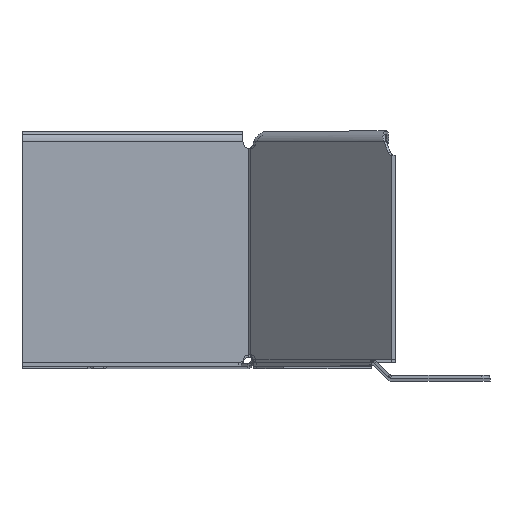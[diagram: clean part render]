
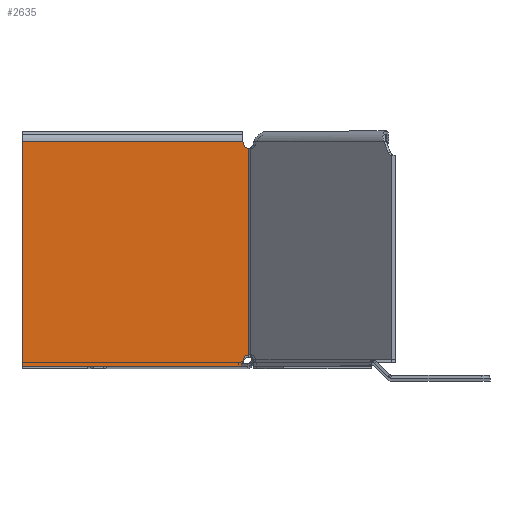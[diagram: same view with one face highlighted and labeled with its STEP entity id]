
A CAD part, top view. The second image highlights one B-rep face of the part: STEP entity #2635.
In plain terms, the highlighted face is planar.
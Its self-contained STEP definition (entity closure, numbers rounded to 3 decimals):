
#122 = AXIS2_PLACEMENT_3D ( 'NONE', #3010, #3885, #370 ) ;
#205 = CARTESIAN_POINT ( 'NONE',  ( 0., 0., -6.75 ) ) ;
#313 = CARTESIAN_POINT ( 'NONE',  ( -206.54, 0., -6.75 ) ) ;
#370 = DIRECTION ( 'NONE',  ( 0., 1., 0. ) ) ;
#497 = CARTESIAN_POINT ( 'NONE',  ( -206.54, 78.25, -6.75 ) ) ;
#627 = CARTESIAN_POINT ( 'NONE',  ( -76.949, 1.47, -6.75 ) ) ;
#780 = CARTESIAN_POINT ( 'NONE',  ( -79.187, 76.031, -6.75 ) ) ;
#984 = ORIENTED_EDGE ( 'NONE', *, *, #3196, .T. ) ;
#1065 = ORIENTED_EDGE ( 'NONE', *, *, #5431, .F. ) ;
#1122 = EDGE_CURVE ( 'NONE', #1667, #2785, #3699, .T. ) ;
#1167 = FACE_OUTER_BOUND ( 'NONE', #1428, .T. ) ;
#1181 = DIRECTION ( 'NONE',  ( 0., -1., 0. ) ) ;
#1182 = CARTESIAN_POINT ( 'NONE',  ( 0., 1.75, -6.75 ) ) ;
#1428 = EDGE_LOOP ( 'NONE', ( #1065, #2449, #4165, #4836, #3693, #984, #1456, #3215, #2920, #2633 ) ) ;
#1456 = ORIENTED_EDGE ( 'NONE', *, *, #2056, .F. ) ;
#1485 = DIRECTION ( 'NONE',  ( 0., -1., 0. ) ) ;
#1517 = LINE ( 'NONE', #4180, #3592 ) ;
#1524 = CARTESIAN_POINT ( 'NONE',  ( -77.1, 1.75, -6.75 ) ) ;
#1584 = DIRECTION ( 'NONE',  ( -1., 0., 0. ) ) ;
#1613 = CARTESIAN_POINT ( 'NONE',  ( -79.187, 0., -6.75 ) ) ;
#1662 = CARTESIAN_POINT ( 'NONE',  ( -79.187, 3.969, -6.75 ) ) ;
#1667 = VERTEX_POINT ( 'NONE', #205 ) ;
#1697 = CARTESIAN_POINT ( 'NONE',  ( -78.98, 76.031, -6.75 ) ) ;
#1794 = LINE ( 'NONE', #497, #3815 ) ;
#1826 = DIRECTION ( 'NONE',  ( -1., 0., 0. ) ) ;
#1896 = EDGE_CURVE ( 'NONE', #3426, #2207, #3818, .T. ) ;
#1983 = DIRECTION ( 'NONE',  ( 0., 1., 0. ) ) ;
#2019 = CARTESIAN_POINT ( 'NONE',  ( -206.54, 0., -6.75 ) ) ;
#2056 = EDGE_CURVE ( 'NONE', #4625, #4829, #1517, .T. ) ;
#2140 = VECTOR ( 'NONE', #1485, 1000. ) ;
#2207 = VERTEX_POINT ( 'NONE', #1662 ) ;
#2380 = DIRECTION ( 'NONE',  ( -1., 0., 0. ) ) ;
#2448 = CARTESIAN_POINT ( 'NONE',  ( 0., 1.75, -6.75 ) ) ;
#2449 = ORIENTED_EDGE ( 'NONE', *, *, #3634, .T. ) ;
#2604 = CIRCLE ( 'NONE', #122, 2.25 ) ;
#2633 = ORIENTED_EDGE ( 'NONE', *, *, #5328, .F. ) ;
#2635 = ADVANCED_FACE ( 'NONE', ( #1167 ), #4747, .F. ) ;
#2785 = VERTEX_POINT ( 'NONE', #5319 ) ;
#2866 = CARTESIAN_POINT ( 'NONE',  ( -78.98, 3.969, -6.75 ) ) ;
#2868 = DIRECTION ( 'NONE',  ( 0., 0., -1. ) ) ;
#2898 = DIRECTION ( 'NONE',  ( 0., 0., 1. ) ) ;
#2905 = DIRECTION ( 'NONE',  ( 0., 1., 0. ) ) ;
#2920 = ORIENTED_EDGE ( 'NONE', *, *, #1122, .T. ) ;
#2939 = VERTEX_POINT ( 'NONE', #3618 ) ;
#3008 = DIRECTION ( 'NONE',  ( 0., 1., 0. ) ) ;
#3010 = CARTESIAN_POINT ( 'NONE',  ( -79.35, 1.75, -6.75 ) ) ;
#3071 = VECTOR ( 'NONE', #1181, 1000. ) ;
#3157 = VECTOR ( 'NONE', #1826, 1000. ) ;
#3182 = CARTESIAN_POINT ( 'NONE',  ( -78.98, 3.969, -6.75 ) ) ;
#3196 = EDGE_CURVE ( 'NONE', #2939, #4829, #1794, .T. ) ;
#3205 = CARTESIAN_POINT ( 'NONE',  ( 0., 78.25, -6.75 ) ) ;
#3215 = ORIENTED_EDGE ( 'NONE', *, *, #5113, .T. ) ;
#3241 = CARTESIAN_POINT ( 'NONE',  ( -77.1, 1.75, -6.75 ) ) ;
#3250 = LINE ( 'NONE', #2448, #2140 ) ;
#3425 = VERTEX_POINT ( 'NONE', #1697 ) ;
#3426 = VERTEX_POINT ( 'NONE', #780 ) ;
#3562 = DIRECTION ( 'NONE',  ( 1., 0., 0. ) ) ;
#3592 = VECTOR ( 'NONE', #2905, 1000. ) ;
#3594 = CARTESIAN_POINT ( 'NONE',  ( -206.54, 76.031, -6.75 ) ) ;
#3618 = CARTESIAN_POINT ( 'NONE',  ( -77.1, 78.25, -6.75 ) ) ;
#3632 = CARTESIAN_POINT ( 'NONE',  ( -76.8, 1.189, -6.75 ) ) ;
#3634 = EDGE_CURVE ( 'NONE', #5588, #2207, #4145, .T. ) ;
#3686 = CARTESIAN_POINT ( 'NONE',  ( -76.547, 0.606, -6.75 ) ) ;
#3693 = ORIENTED_EDGE ( 'NONE', *, *, #5357, .F. ) ;
#3699 = LINE ( 'NONE', #2019, #5371 ) ;
#3719 = AXIS2_PLACEMENT_3D ( 'NONE', #5443, #2868, #1983 ) ;
#3815 = VECTOR ( 'NONE', #3562, 1000. ) ;
#3818 = LINE ( 'NONE', #1613, #3071 ) ;
#3885 = DIRECTION ( 'NONE',  ( 0., 0., -1. ) ) ;
#3937 = B_SPLINE_CURVE_WITH_KNOTS ( 'NONE', 3,
 ( #3241, #627, #3632, #3686, #5062, #4976 ),
 .UNSPECIFIED., .F., .F.,
 ( 4, 2, 4 ),
 ( 0.001, 0.002, 0.003 ),
 .UNSPECIFIED. ) ;
#4053 = LINE ( 'NONE', #3594, #3157 ) ;
#4145 = LINE ( 'NONE', #2866, #4437 ) ;
#4165 = ORIENTED_EDGE ( 'NONE', *, *, #1896, .F. ) ;
#4180 = CARTESIAN_POINT ( 'NONE',  ( 0., 0., -6.75 ) ) ;
#4269 = CIRCLE ( 'NONE', #3719, 2.25 ) ;
#4437 = VECTOR ( 'NONE', #2380, 1000. ) ;
#4480 = VERTEX_POINT ( 'NONE', #1524 ) ;
#4625 = VERTEX_POINT ( 'NONE', #1182 ) ;
#4747 = PLANE ( 'NONE',  #4869 ) ;
#4804 = EDGE_CURVE ( 'NONE', #3425, #3426, #4053, .T. ) ;
#4829 = VERTEX_POINT ( 'NONE', #3205 ) ;
#4836 = ORIENTED_EDGE ( 'NONE', *, *, #4804, .F. ) ;
#4869 = AXIS2_PLACEMENT_3D ( 'NONE', #313, #2898, #3008 ) ;
#4976 = CARTESIAN_POINT ( 'NONE',  ( -76.361, 0., -6.75 ) ) ;
#5062 = CARTESIAN_POINT ( 'NONE',  ( -76.442, 0.304, -6.75 ) ) ;
#5113 = EDGE_CURVE ( 'NONE', #4625, #1667, #3250, .T. ) ;
#5319 = CARTESIAN_POINT ( 'NONE',  ( -76.361, 0., -6.75 ) ) ;
#5328 = EDGE_CURVE ( 'NONE', #4480, #2785, #3937, .T. ) ;
#5357 = EDGE_CURVE ( 'NONE', #2939, #3425, #4269, .T. ) ;
#5371 = VECTOR ( 'NONE', #1584, 1000. ) ;
#5431 = EDGE_CURVE ( 'NONE', #5588, #4480, #2604, .T. ) ;
#5443 = CARTESIAN_POINT ( 'NONE',  ( -79.35, 78.25, -6.75 ) ) ;
#5588 = VERTEX_POINT ( 'NONE', #3182 ) ;
